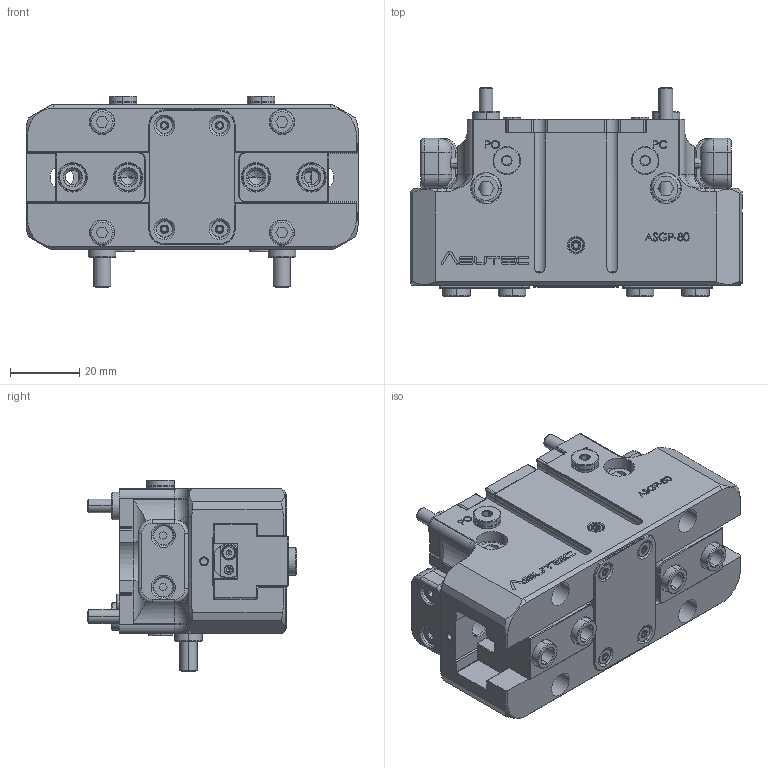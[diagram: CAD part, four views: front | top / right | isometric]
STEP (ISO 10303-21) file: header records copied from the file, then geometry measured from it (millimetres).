
FILE_DESCRIPTION (( 'STEP AP203' ), '1' );
FILE_NAME ('ASUTEC_ASGP-80.STEP', '2019-11-01T07:28:29', ( '' ), ( '' ), 'SwSTEP 2.0', 'SolidWorks 2015', '' );
FILE_SCHEMA (( 'CONFIG_CONTROL_DESIGN' ));
Length unit declared in the file: millimetre
Products named in the file (13): Zentrierhuelse-konfigurierbar_D8d5.2L5<Standard>; 12000094 O-Ring 3x1_Flansch <Standard>; 12000092 O-Ring 5x1_Flanschdichtung <Standard>; Grundgehäuse-ASGP-80_Step <Standard>; 14010075 Blindsstopfen Innensechskant; Greiferbacke ASGP-80; 10000098 M5x45 DIN912; Positionsabfrage_links_ASGP-80; 10000095 M4x40; Positionsabfrage_rechts_ASGP-80; ASUTEC_ASGP-80; Abdeckung ASGP-80; Schalterhalter ab ASGP-63
Assembly tree (24 placements, depth 2):
  ASUTEC_ASGP-80
    Grundgehäuse-ASGP-80_Step <Standard>
    Greiferbacke ASGP-80  x2
    Positionsabfrage_links_ASGP-80
    Positionsabfrage_rechts_ASGP-80
    Abdeckung ASGP-80
    Schalterhalter ab ASGP-63  x2
    Zentrierhuelse-konfigurierbar_D8d5.2L5<Standard>  x4
    12000094 O-Ring 3x1_Flansch <Standard>  x2
    12000092 O-Ring 5x1_Flanschdichtung <Standard>  x2
    14010075 Blindsstopfen Innensechskant  x2
    10000098 M5x45 DIN912  x2
    10000095 M4x40  x4
Bounding box: 96 x 60.6 x 55.5 mm (x, y, z)
Volume: 156701.4 mm3; surface area: 53669.7 mm2
Topology: 24 solids, 24 shells, 2212 faces, 5405 edges, 3372 vertices
Faces by surface type: cylinder 736, plane 707, cone 458, bspline 157, torus 150, sphere 4
Entity records: 68349 total; most frequent: CARTESIAN_POINT 24607, ORIENTED_EDGE 9070, DIRECTION 8175, EDGE_CURVE 4535, AXIS2_PLACEMENT_3D 3025, VERTEX_POINT 2869, LINE 2125, VECTOR 2125
